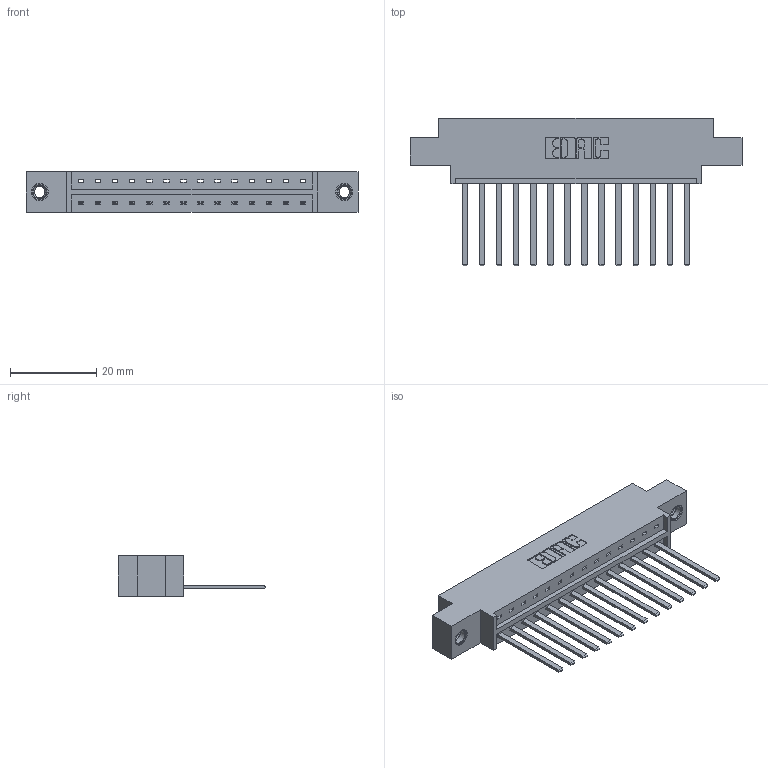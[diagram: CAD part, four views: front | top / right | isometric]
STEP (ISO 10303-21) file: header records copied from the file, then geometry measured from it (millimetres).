
FILE_DESCRIPTION (( 'STEP AP203' ), '1' );
FILE_NAME ('333-014-544-607.STEP', '2018-08-01T02:51:35', ( '' ), ( '' ), 'SwSTEP 2.0', 'SolidWorks 2016', '' );
FILE_SCHEMA (( 'CONFIG_CONTROL_DESIGN' ));
Length unit declared in the file: inch
Products named in the file (4): 333-014-544-607; 333 Part_Offset - .156 Dia - TI; 345-292-001_345-293-144; 345-250-001_345-250-005-103
Assembly tree (17 placements, depth 2):
  333-014-544-607
    333 Part_Offset - .156 Dia - TI
    345-292-001_345-293-144  x14
    345-250-001_345-250-005-103  x2
Bounding box: 77.01 x 34.3 x 9.4 mm (x, y, z)
Volume: 7429.7 mm3; surface area: 8618.2 mm2
Topology: 17 solids, 17 shells, 906 faces, 2671 edges, 1754 vertices
Faces by surface type: plane 638, cylinder 252, cone 12, torus 4
Entity records: 13314 total; most frequent: CARTESIAN_POINT 2283, ORIENTED_EDGE 2226, DIRECTION 2011, EDGE_CURVE 1113, LINE 969, VECTOR 969, VERTEX_POINT 736, AXIS2_PLACEMENT_3D 521
